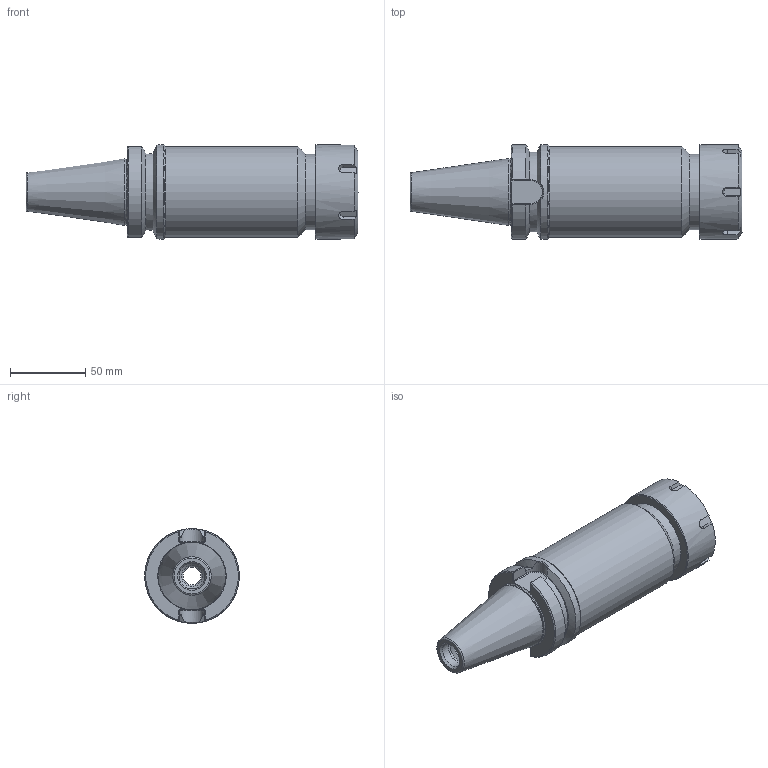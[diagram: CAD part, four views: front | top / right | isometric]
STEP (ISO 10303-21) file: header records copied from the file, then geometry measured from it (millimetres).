
FILE_DESCRIPTION((''),'2;1');
FILE_NAME('B40-40ERP612.iam.stp','2014-06-02T14:15:47',(''),(''),'Autodesk Inventor 2012','Autodesk Inventor 2012','');
FILE_SCHEMA(('AUTOMOTIVE_DESIGN { 1 0 10303 214 1 1 1 1 }'));
Length unit declared in the file: inch
Products named in the file (3): B40-40ERP612; B40-40ER6-1; 40ERPN
Assembly tree (2 placements, depth 2):
  B40-40ERP612
    B40-40ER6-1
    40ERPN
Bounding box: 220.85 x 62.99 x 62.99 mm (x, y, z)
Volume: 378769.3 mm3; surface area: 65511.5 mm2
Topology: 2 solids, 2 shells, 121 faces, 299 edges, 187 vertices
Faces by surface type: plane 47, cone 32, cylinder 30, torus 10, bspline 2
Full cylindrical faces by diameter (mm): 11.836 x1, 13.843 x1, 17.013 x1, 17.623 x1, 26.848 x1, 30.988 x1, 33.477 x1, 38.1 x1, 41.148 x1, 43.942 x1, 48.666 x1, 50 x1, 50.292 x1, 60.325 x1, 62.738 x1, 62.992 x1
Entity records: 3619 total; most frequent: CARTESIAN_POINT 872, DIRECTION 534, ORIENTED_EDGE 494, EDGE_CURVE 247, AXIS2_PLACEMENT_3D 221, VERTEX_POINT 179, EDGE_LOOP 174, FACE_OUTER_BOUND 121
